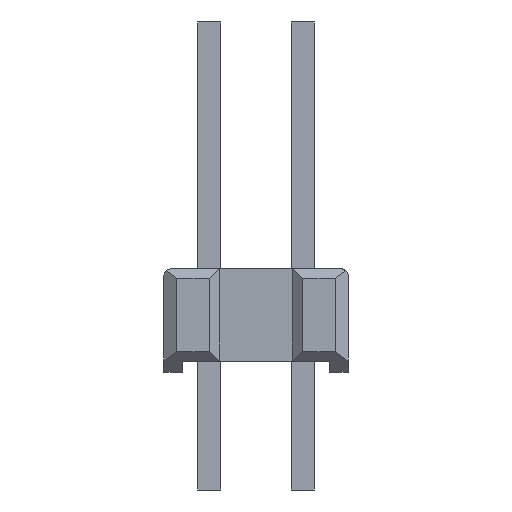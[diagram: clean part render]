
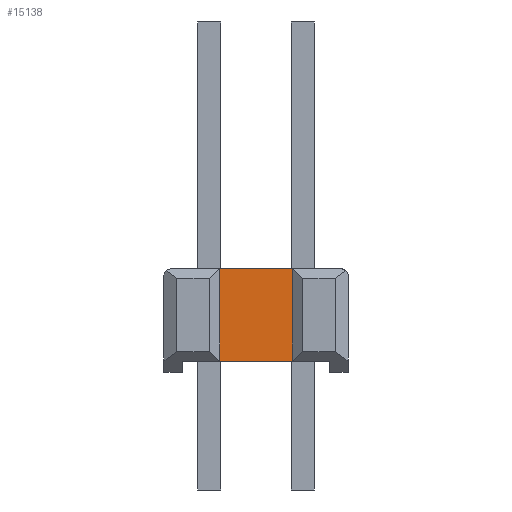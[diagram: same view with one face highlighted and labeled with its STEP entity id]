
A CAD part, left-side view. The second image highlights one B-rep face of the part: STEP entity #15138.
In plain terms, the highlighted planar face has unit normal (-1, 0, 0).
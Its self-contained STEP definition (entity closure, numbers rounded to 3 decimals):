
#166=DIRECTION('',(0.,0.,-1.));
#167=VECTOR('',#166,2.5);
#168=CARTESIAN_POINT('',(-21.34,0.977,0.));
#169=LINE('',#168,#167);
#1593=DIRECTION('',(0.,1.,0.));
#1594=VECTOR('',#1593,1.954);
#1595=CARTESIAN_POINT('',(-21.34,-0.977,0.));
#1596=LINE('',#1595,#1594);
#2665=DIRECTION('',(0.,1.,0.));
#2666=VECTOR('',#2665,1.954);
#2667=CARTESIAN_POINT('',(-21.34,-0.977,-2.5));
#2668=LINE('',#2667,#2666);
#4980=DIRECTION('',(0.,0.,-1.));
#4981=VECTOR('',#4980,2.5);
#4982=CARTESIAN_POINT('',(-21.34,-0.977,0.));
#4983=LINE('',#4982,#4981);
#8114=CARTESIAN_POINT('',(-21.34,-0.977,-2.5));
#8115=CARTESIAN_POINT('',(-21.34,0.977,-2.5));
#8116=VERTEX_POINT('',#8114);
#8117=VERTEX_POINT('',#8115);
#8118=CARTESIAN_POINT('',(-21.34,-0.977,0.));
#8119=CARTESIAN_POINT('',(-21.34,0.977,0.));
#8120=VERTEX_POINT('',#8118);
#8121=VERTEX_POINT('',#8119);
#15127=CARTESIAN_POINT('',(-21.34,-0.977,0.));
#15128=DIRECTION('',(1.,0.,0.));
#15129=DIRECTION('',(0.,1.,0.));
#15130=AXIS2_PLACEMENT_3D('',#15127,#15128,#15129);
#15131=PLANE('',#15130);
#15132=ORIENTED_EDGE('',*,*,#12241,.T.);
#15133=ORIENTED_EDGE('',*,*,#9318,.F.);
#15134=ORIENTED_EDGE('',*,*,#11138,.F.);
#15135=ORIENTED_EDGE('',*,*,#9366,.T.);
#15136=EDGE_LOOP('',(#15132,#15133,#15134,#15135));
#15137=FACE_OUTER_BOUND('',#15136,.F.);
#9318=EDGE_CURVE('',#8121,#8117,#169,.T.);
#9366=EDGE_CURVE('',#8120,#8116,#4983,.T.);
#11138=EDGE_CURVE('',#8120,#8121,#1596,.T.);
#12241=EDGE_CURVE('',#8116,#8117,#2668,.T.);
#15138=ADVANCED_FACE('',(#15137),#15131,.F.);
